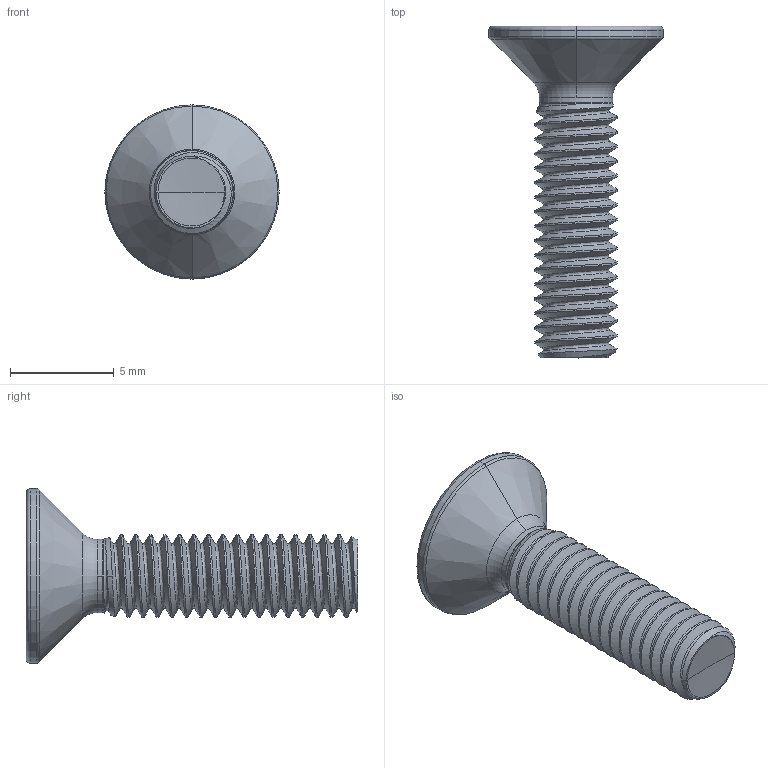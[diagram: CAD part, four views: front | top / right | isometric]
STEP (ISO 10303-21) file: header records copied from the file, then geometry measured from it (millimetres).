
FILE_DESCRIPTION (( 'STEP AP203' ), '1' );
FILE_NAME ('STM410400160.STEP', '2020-12-18T17:14:28', ( '' ), ( '' ), 'SwSTEP 2.0', 'SolidWorks 2015', '' );
FILE_SCHEMA (( 'CONFIG_CONTROL_DESIGN' ));
Length unit declared in the file: millimetre
Products named in the file (2): STM410400160
Bounding box: 8.4 x 16 x 8.4 mm (x, y, z)
Volume: 215.9 mm3; surface area: 398.5 mm2
Topology: 1 solids, 1 shells, 102 faces, 269 edges, 168 vertices
Faces by surface type: cylinder 56, bspline 18, cone 13, torus 11, sphere 2, plane 2
Entity records: 27034 total; most frequent: CARTESIAN_POINT 24726, ORIENTED_EDGE 534, DIRECTION 349, EDGE_CURVE 267, VERTEX_POINT 168, AXIS2_PLACEMENT_3D 141, B_SPLINE_CURVE_WITH_KNOTS 110, EDGE_LOOP 103
